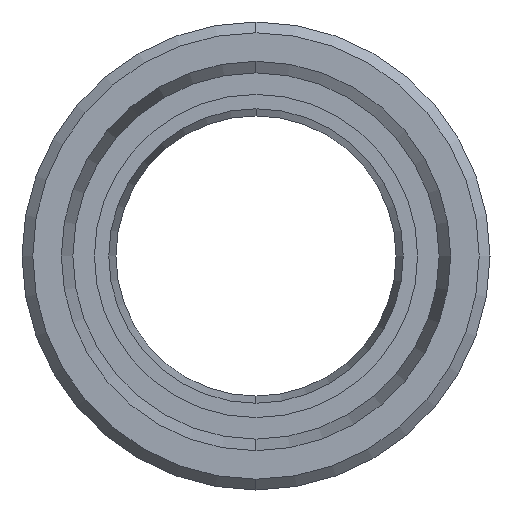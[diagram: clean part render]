
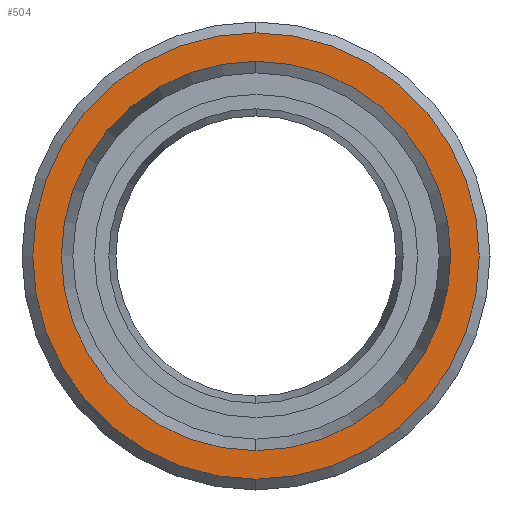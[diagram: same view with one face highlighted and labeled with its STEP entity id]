
A CAD part, left-side view. The second image highlights one B-rep face of the part: STEP entity #504.
In plain terms, the highlighted planar face has unit normal (-1, 0, 0).
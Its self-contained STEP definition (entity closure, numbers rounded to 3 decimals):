
#1 = DIRECTION ( 'NONE',  ( 0., 0., 1. ) ) ;
#21 = CIRCLE ( 'NONE', #516, 31.121 ) ;
#49 = CARTESIAN_POINT ( 'NONE',  ( -69.631, 0., 0. ) ) ;
#57 = VERTEX_POINT ( 'NONE', #102 ) ;
#94 = DIRECTION ( 'NONE',  ( 0., 0., 1. ) ) ;
#102 = CARTESIAN_POINT ( 'NONE',  ( -69.631, 0., -27.137 ) ) ;
#127 = VERTEX_POINT ( 'NONE', #385 ) ;
#152 = DIRECTION ( 'NONE',  ( 0., 0., 1. ) ) ;
#159 = CARTESIAN_POINT ( 'NONE',  ( -69.631, 0., 0. ) ) ;
#165 = AXIS2_PLACEMENT_3D ( 'NONE', #227, #844, #152 ) ;
#189 = CIRCLE ( 'NONE', #837, 31.121 ) ;
#218 = PLANE ( 'NONE',  #503 ) ;
#226 = EDGE_LOOP ( 'NONE', ( #857, #665 ) ) ;
#227 = CARTESIAN_POINT ( 'NONE',  ( -69.631, 0., 0. ) ) ;
#244 = EDGE_CURVE ( 'NONE', #359, #127, #189, .T. ) ;
#302 = ORIENTED_EDGE ( 'NONE', *, *, #682, .F. ) ;
#326 = VERTEX_POINT ( 'NONE', #1109 ) ;
#334 = CARTESIAN_POINT ( 'NONE',  ( -69.631, 0., -31.121 ) ) ;
#355 = CIRCLE ( 'NONE', #165, 27.137 ) ;
#359 = VERTEX_POINT ( 'NONE', #334 ) ;
#385 = CARTESIAN_POINT ( 'NONE',  ( -69.631, 0., 31.121 ) ) ;
#390 = FACE_BOUND ( 'NONE', #679, .T. ) ;
#486 = DIRECTION ( 'NONE',  ( -1., 0., 0. ) ) ;
#504 = ADVANCED_FACE ( 'NONE', ( #968, #390 ), #218, .T. ) ;
#503 = AXIS2_PLACEMENT_3D ( 'NONE', #572, #913, #1 ) ;
#516 = AXIS2_PLACEMENT_3D ( 'NONE', #744, #486, #584 ) ;
#530 = DIRECTION ( 'NONE',  ( -1., 0., 0. ) ) ;
#572 = CARTESIAN_POINT ( 'NONE',  ( -69.631, 0., 0. ) ) ;
#584 = DIRECTION ( 'NONE',  ( 0., 0., 1. ) ) ;
#589 = DIRECTION ( 'NONE',  ( -1., 0., 0. ) ) ;
#637 = EDGE_CURVE ( 'NONE', #127, #359, #21, .T. ) ;
#665 = ORIENTED_EDGE ( 'NONE', *, *, #637, .T. ) ;
#679 = EDGE_LOOP ( 'NONE', ( #1014, #302 ) ) ;
#682 = EDGE_CURVE ( 'NONE', #57, #326, #949, .T. ) ;
#744 = CARTESIAN_POINT ( 'NONE',  ( -69.631, 0., 0. ) ) ;
#837 = AXIS2_PLACEMENT_3D ( 'NONE', #159, #530, #94 ) ;
#844 = DIRECTION ( 'NONE',  ( -1., 0., 0. ) ) ;
#857 = ORIENTED_EDGE ( 'NONE', *, *, #244, .T. ) ;
#913 = DIRECTION ( 'NONE',  ( -1., 0., 0. ) ) ;
#949 = CIRCLE ( 'NONE', #1058, 27.137 ) ;
#968 = FACE_OUTER_BOUND ( 'NONE', #226, .T. ) ;
#1014 = ORIENTED_EDGE ( 'NONE', *, *, #1025, .F. ) ;
#1025 = EDGE_CURVE ( 'NONE', #326, #57, #355, .T. ) ;
#1058 = AXIS2_PLACEMENT_3D ( 'NONE', #49, #589, #1090 ) ;
#1090 = DIRECTION ( 'NONE',  ( 0., 0., 1. ) ) ;
#1109 = CARTESIAN_POINT ( 'NONE',  ( -69.631, 0., 27.137 ) ) ;
